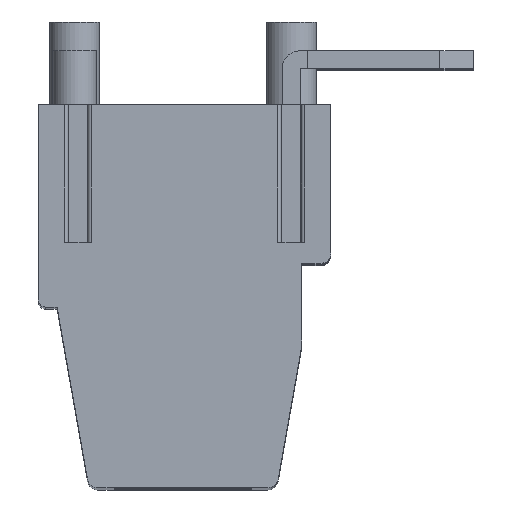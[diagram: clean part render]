
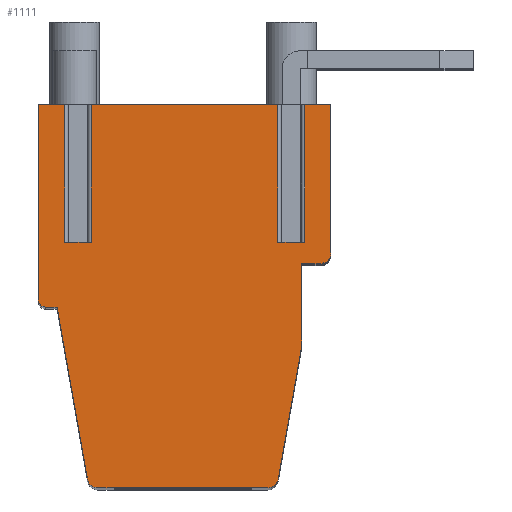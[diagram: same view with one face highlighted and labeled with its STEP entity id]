
A CAD part, top view. The second image highlights one B-rep face of the part: STEP entity #1111.
In plain terms, the highlighted planar face has unit normal (0, 0, 1).
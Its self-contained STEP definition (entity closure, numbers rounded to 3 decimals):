
#1111 = ADVANCED_FACE( '', ( #2286 ), #2287, .F. );
#2286 = FACE_OUTER_BOUND( '', #3474, .T. );
#2287 = PLANE( '', #3475 );
#3474 = EDGE_LOOP( '', ( #6855, #6856, #6857, #6858, #6859, #6860, #6861, #6862, #6863, #6864, #6865, #6866, #6867, #6868, #6869, #6870, #6871, #6872, #6873, #6874, #6875 ) );
#3475 = AXIS2_PLACEMENT_3D( '', #6876, #6877, #6878 );
#6855 = ORIENTED_EDGE( '', *, *, #7591, .T. );
#6856 = ORIENTED_EDGE( '', *, *, #7928, .T. );
#6857 = ORIENTED_EDGE( '', *, *, #8230, .T. );
#6858 = ORIENTED_EDGE( '', *, *, #7324, .T. );
#6859 = ORIENTED_EDGE( '', *, *, #7584, .T. );
#6860 = ORIENTED_EDGE( '', *, *, #7114, .F. );
#6861 = ORIENTED_EDGE( '', *, *, #7721, .T. );
#6862 = ORIENTED_EDGE( '', *, *, #7760, .T. );
#6863 = ORIENTED_EDGE( '', *, *, #7313, .T. );
#6864 = ORIENTED_EDGE( '', *, *, #8116, .F. );
#6865 = ORIENTED_EDGE( '', *, *, #7850, .T. );
#6866 = ORIENTED_EDGE( '', *, *, #7838, .T. );
#6867 = ORIENTED_EDGE( '', *, *, #8351, .T. );
#6868 = ORIENTED_EDGE( '', *, *, #7984, .T. );
#6869 = ORIENTED_EDGE( '', *, *, #7787, .T. );
#6870 = ORIENTED_EDGE( '', *, *, #8006, .F. );
#6871 = ORIENTED_EDGE( '', *, *, #7525, .F. );
#6872 = ORIENTED_EDGE( '', *, *, #7596, .T. );
#6873 = ORIENTED_EDGE( '', *, *, #8424, .T. );
#6874 = ORIENTED_EDGE( '', *, *, #7663, .T. );
#6875 = ORIENTED_EDGE( '', *, *, #7463, .T. );
#6876 = CARTESIAN_POINT( '', ( -113.048, 1.043, -22.5 ) );
#6877 = DIRECTION( '', ( 0., 0., -1. ) );
#6878 = DIRECTION( '', ( 0., -1., 0. ) );
#7114 = EDGE_CURVE( '', #8537, #8533, #8539, .T. );
#7313 = EDGE_CURVE( '', #8888, #8892, #8894, .T. );
#7324 = EDGE_CURVE( '', #8911, #8908, #8912, .F. );
#7463 = EDGE_CURVE( '', #9147, #9144, #9148, .F. );
#7525 = EDGE_CURVE( '', #9252, #9254, #9255, .T. );
#7584 = EDGE_CURVE( '', #8908, #8533, #9358, .T. );
#7591 = EDGE_CURVE( '', #9144, #9368, #9370, .T. );
#7596 = EDGE_CURVE( '', #9252, #9375, #9377, .T. );
#7663 = EDGE_CURVE( '', #9484, #9147, #9485, .T. );
#7721 = EDGE_CURVE( '', #8537, #9569, #9571, .T. );
#7760 = EDGE_CURVE( '', #9569, #8888, #9635, .T. );
#7787 = EDGE_CURVE( '', #9678, #9675, #9679, .T. );
#7838 = EDGE_CURVE( '', #9749, #9753, #9755, .T. );
#7850 = EDGE_CURVE( '', #9768, #9749, #9772, .T. );
#7928 = EDGE_CURVE( '', #9368, #9885, #9887, .T. );
#7984 = EDGE_CURVE( '', #9941, #9678, #9967, .T. );
#8006 = EDGE_CURVE( '', #9254, #9675, #9995, .T. );
#8116 = EDGE_CURVE( '', #9768, #8892, #10135, .T. );
#8230 = EDGE_CURVE( '', #9885, #8911, #10281, .T. );
#8351 = EDGE_CURVE( '', #9753, #9941, #10417, .T. );
#8424 = EDGE_CURVE( '', #9375, #9484, #10492, .T. );
#8533 = VERTEX_POINT( '', #10634 );
#8537 = VERTEX_POINT( '', #10640 );
#8539 = LINE( '', #10643, #10644 );
#8888 = VERTEX_POINT( '', #11139 );
#8892 = VERTEX_POINT( '', #11145 );
#8894 = LINE( '', #11148, #11149 );
#8908 = VERTEX_POINT( '', #11169 );
#8911 = VERTEX_POINT( '', #11172 );
#8912 = LINE( '', #11173, #11174 );
#9144 = VERTEX_POINT( '', #11513 );
#9147 = VERTEX_POINT( '', #11516 );
#9148 = LINE( '', #11517, #11518 );
#9252 = VERTEX_POINT( '', #11671 );
#9254 = VERTEX_POINT( '', #11674 );
#9255 = LINE( '', #11675, #11676 );
#9358 = LINE( '', #11814, #11815 );
#9368 = VERTEX_POINT( '', #11829 );
#9370 = LINE( '', #11831, #11832 );
#9375 = VERTEX_POINT( '', #11839 );
#9377 = LINE( '', #11841, #11842 );
#9484 = VERTEX_POINT( '', #11999 );
#9485 = LINE( '', #12000, #12001 );
#9569 = VERTEX_POINT( '', #12124 );
#9571 = CIRCLE( '', #12127, 0.198 );
#9635 = LINE( '', #12221, #12222 );
#9675 = VERTEX_POINT( '', #12278 );
#9678 = VERTEX_POINT( '', #12282 );
#9679 = LINE( '', #12283, #12284 );
#9749 = VERTEX_POINT( '', #12392 );
#9753 = VERTEX_POINT( '', #12397 );
#9755 = CIRCLE( '', #12400, 0.298 );
#9768 = VERTEX_POINT( '', #12419 );
#9772 = LINE( '', #12425, #12426 );
#9885 = VERTEX_POINT( '', #12594 );
#9887 = LINE( '', #12596, #12597 );
#9941 = VERTEX_POINT( '', #12678 );
#9967 = LINE( '', #12722, #12723 );
#9995 = CIRCLE( '', #12766, 0.298 );
#10135 = CIRCLE( '', #12977, 0.298 );
#10281 = LINE( '', #13204, #13205 );
#10417 = LINE( '', #13392, #13393 );
#10492 = LINE( '', #13491, #13492 );
#10634 = CARTESIAN_POINT( '', ( -117.046, 1.043, -22.5 ) );
#10640 = CARTESIAN_POINT( '', ( -117.046, -4.355, -22.5 ) );
#10643 = CARTESIAN_POINT( '', ( -117.046, -4.355, -22.5 ) );
#10644 = VECTOR( '', #13573, 1000. );
#11139 = CARTESIAN_POINT( '', ( -116.527, -4.553, -22.5 ) );
#11145 = CARTESIAN_POINT( '', ( -115.695, -9.275, -22.5 ) );
#11148 = CARTESIAN_POINT( '', ( -116.527, -4.553, -22.5 ) );
#11149 = VECTOR( '', #13786, 1000. );
#11169 = CARTESIAN_POINT( '', ( -116.32, 1.043, -22.5 ) );
#11172 = CARTESIAN_POINT( '', ( -116.32, -2.757, -22.5 ) );
#11173 = CARTESIAN_POINT( '', ( -116.32, 1.043, -22.5 ) );
#11174 = VECTOR( '', #13796, 1000. );
#11513 = CARTESIAN_POINT( '', ( -110.42, 1.043, -22.5 ) );
#11516 = CARTESIAN_POINT( '', ( -110.42, -2.757, -22.5 ) );
#11517 = CARTESIAN_POINT( '', ( -110.42, 1.043, -22.5 ) );
#11518 = VECTOR( '', #13930, 1000. );
#11671 = CARTESIAN_POINT( '', ( -108.95, 1.043, -22.5 ) );
#11674 = CARTESIAN_POINT( '', ( -108.95, -3.055, -22.5 ) );
#11675 = CARTESIAN_POINT( '', ( -108.95, 1.043, -22.5 ) );
#11676 = VECTOR( '', #13990, 1000. );
#11814 = CARTESIAN_POINT( '', ( -113.048, 1.043, -22.5 ) );
#11815 = VECTOR( '', #14083, 1000. );
#11829 = CARTESIAN_POINT( '', ( -115.58, 1.043, -22.5 ) );
#11831 = CARTESIAN_POINT( '', ( -113.048, 1.043, -22.5 ) );
#11832 = VECTOR( '', #14094, 1000. );
#11839 = CARTESIAN_POINT( '', ( -109.68, 1.043, -22.5 ) );
#11841 = CARTESIAN_POINT( '', ( -113.048, 1.043, -22.5 ) );
#11842 = VECTOR( '', #14103, 1000. );
#11999 = CARTESIAN_POINT( '', ( -109.68, -2.757, -22.5 ) );
#12000 = CARTESIAN_POINT( '', ( -109.73, -2.757, -22.5 ) );
#12001 = VECTOR( '', #14166, 1000. );
#12124 = CARTESIAN_POINT( '', ( -116.848, -4.553, -22.5 ) );
#12127 = AXIS2_PLACEMENT_3D( '', #14215, #14216, #14217 );
#12221 = CARTESIAN_POINT( '', ( -116.848, -4.553, -22.5 ) );
#12222 = VECTOR( '', #14248, 1000. );
#12278 = CARTESIAN_POINT( '', ( -109.248, -3.353, -22.5 ) );
#12282 = CARTESIAN_POINT( '', ( -109.764, -3.353, -22.5 ) );
#12283 = CARTESIAN_POINT( '', ( -109.764, -3.353, -22.5 ) );
#12284 = VECTOR( '', #14272, 1000. );
#12392 = CARTESIAN_POINT( '', ( -110.698, -9.558, -22.5 ) );
#12397 = CARTESIAN_POINT( '', ( -110.401, -9.275, -22.5 ) );
#12400 = AXIS2_PLACEMENT_3D( '', #14317, #14318, #14319 );
#12419 = CARTESIAN_POINT( '', ( -115.398, -9.558, -22.5 ) );
#12425 = CARTESIAN_POINT( '', ( -115.398, -9.558, -22.5 ) );
#12426 = VECTOR( '', #14328, 1000. );
#12594 = CARTESIAN_POINT( '', ( -115.58, -2.757, -22.5 ) );
#12596 = CARTESIAN_POINT( '', ( -115.58, 1.043, -22.5 ) );
#12597 = VECTOR( '', #14401, 1000. );
#12678 = CARTESIAN_POINT( '', ( -109.764, -5.661, -22.5 ) );
#12722 = CARTESIAN_POINT( '', ( -109.764, -5.661, -22.5 ) );
#12723 = VECTOR( '', #14449, 1000. );
#12766 = AXIS2_PLACEMENT_3D( '', #14465, #14466, #14467 );
#12977 = AXIS2_PLACEMENT_3D( '', #14550, #14551, #14552 );
#13204 = CARTESIAN_POINT( '', ( -115.63, -2.757, -22.5 ) );
#13205 = VECTOR( '', #14628, 1000. );
#13392 = CARTESIAN_POINT( '', ( -110.405, -9.298, -22.5 ) );
#13393 = VECTOR( '', #14710, 1000. );
#13491 = CARTESIAN_POINT( '', ( -109.68, 1.043, -22.5 ) );
#13492 = VECTOR( '', #14737, 1000. );
#13573 = DIRECTION( '', ( 0., 1., 0. ) );
#13786 = DIRECTION( '', ( 0.174, -0.985, 0. ) );
#13796 = DIRECTION( '', ( 0., -1., 0. ) );
#13930 = DIRECTION( '', ( 0., -1., 0. ) );
#13990 = DIRECTION( '', ( 0., -1., 0. ) );
#14083 = DIRECTION( '', ( -1., 0., 0. ) );
#14094 = DIRECTION( '', ( -1., 0., 0. ) );
#14103 = DIRECTION( '', ( -1., 0., 0. ) );
#14166 = DIRECTION( '', ( -1., 0., 0. ) );
#14215 = CARTESIAN_POINT( '', ( -116.848, -4.355, -22.5 ) );
#14216 = DIRECTION( '', ( 0., 0., 1. ) );
#14217 = DIRECTION( '', ( -1., 0., 0. ) );
#14248 = DIRECTION( '', ( 1., 0., 0. ) );
#14272 = DIRECTION( '', ( 1., 0., 0. ) );
#14317 = CARTESIAN_POINT( '', ( -110.698, -9.26, -22.5 ) );
#14318 = DIRECTION( '', ( 0., 0., 1. ) );
#14319 = DIRECTION( '', ( 0., -1., 0. ) );
#14328 = DIRECTION( '', ( 1., 0., 0. ) );
#14401 = DIRECTION( '', ( 0., -1., 0. ) );
#14449 = DIRECTION( '', ( 0., 1., 0. ) );
#14465 = CARTESIAN_POINT( '', ( -109.248, -3.055, -22.5 ) );
#14466 = DIRECTION( '', ( 0., 0., -1. ) );
#14467 = DIRECTION( '', ( 1., 0., 0. ) );
#14550 = CARTESIAN_POINT( '', ( -115.398, -9.26, -22.5 ) );
#14551 = DIRECTION( '', ( 0., 0., -1. ) );
#14552 = DIRECTION( '', ( 0., -1., 0. ) );
#14628 = DIRECTION( '', ( -1., 0., 0. ) );
#14710 = DIRECTION( '', ( 0.174, 0.985, 0. ) );
#14737 = DIRECTION( '', ( 0., -1., 0. ) );
